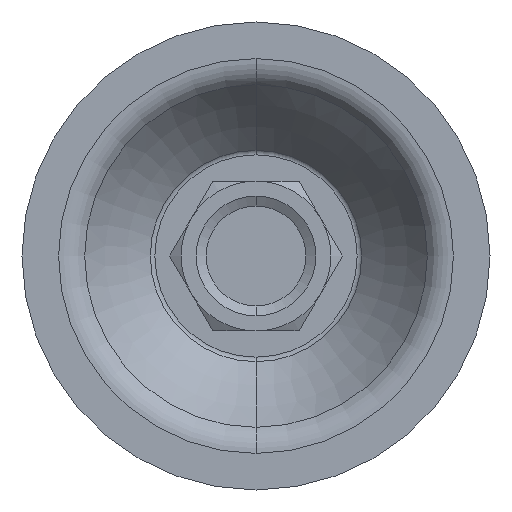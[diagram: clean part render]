
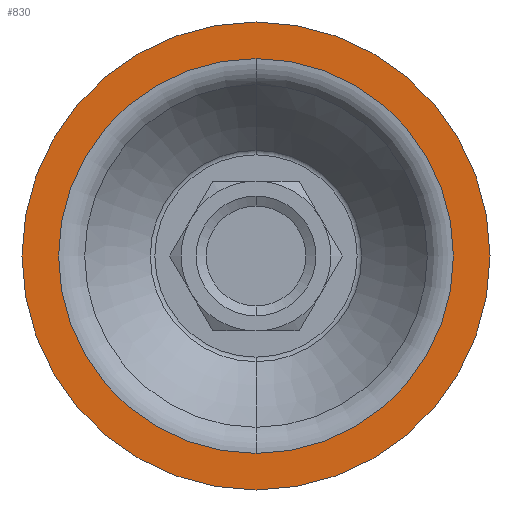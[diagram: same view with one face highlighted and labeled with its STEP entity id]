
A CAD part, front view. The second image highlights one B-rep face of the part: STEP entity #830.
In plain terms, the highlighted planar face has unit normal (0, -1, 0).
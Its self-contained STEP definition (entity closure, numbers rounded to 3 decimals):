
#49 = PLANE ( 'NONE',  #1958 ) ;
#60 = DIRECTION ( 'NONE',  ( 0., 1., 0. ) ) ;
#187 = CIRCLE ( 'NONE', #1412, 31.641 ) ;
#263 = CARTESIAN_POINT ( 'NONE',  ( 0., -18., -37.5 ) ) ;
#381 = DIRECTION ( 'NONE',  ( 0., 1., 0. ) ) ;
#437 = ORIENTED_EDGE ( 'NONE', *, *, #874, .F. ) ;
#469 = EDGE_CURVE ( 'NONE', #1801, #1274, #2119, .T. ) ;
#830 = ADVANCED_FACE ( 'NONE', ( #1731, #1458 ), #49, .T. ) ;
#874 = EDGE_CURVE ( 'NONE', #1274, #1801, #1658, .T. ) ;
#909 = CARTESIAN_POINT ( 'NONE',  ( 0., -18., 31.641 ) ) ;
#936 = CARTESIAN_POINT ( 'NONE',  ( -31.641, -18., 0. ) ) ;
#994 = CARTESIAN_POINT ( 'NONE',  ( 0., -18., 0. ) ) ;
#1167 = EDGE_LOOP ( 'NONE', ( #437, #1573 ) ) ;
#1169 = DIRECTION ( 'NONE',  ( 0., 1., 0. ) ) ;
#1253 = EDGE_CURVE ( 'NONE', #1531, #1666, #187, .T. ) ;
#1274 = VERTEX_POINT ( 'NONE', #2321 ) ;
#1411 = DIRECTION ( 'NONE',  ( 0., 1., 0. ) ) ;
#1412 = AXIS2_PLACEMENT_3D ( 'NONE', #1872, #1411, #2537 ) ;
#1458 = FACE_OUTER_BOUND ( 'NONE', #1167, .T. ) ;
#1531 = VERTEX_POINT ( 'NONE', #2425 ) ;
#1573 = ORIENTED_EDGE ( 'NONE', *, *, #469, .F. ) ;
#1578 = DIRECTION ( 'NONE',  ( 0., 0., -1. ) ) ;
#1658 = CIRCLE ( 'NONE', #2327, 37.5 ) ;
#1666 = VERTEX_POINT ( 'NONE', #909 ) ;
#1731 = FACE_BOUND ( 'NONE', #2733, .T. ) ;
#1801 = VERTEX_POINT ( 'NONE', #263 ) ;
#1853 = DIRECTION ( 'NONE',  ( 0., 0., 1. ) ) ;
#1872 = CARTESIAN_POINT ( 'NONE',  ( 0., -18., 0. ) ) ;
#1958 = AXIS2_PLACEMENT_3D ( 'NONE', #936, #2292, #1578 ) ;
#2066 = EDGE_CURVE ( 'NONE', #1666, #1531, #2197, .T. ) ;
#2119 = CIRCLE ( 'NONE', #2789, 37.5 ) ;
#2197 = CIRCLE ( 'NONE', #2628, 31.641 ) ;
#2292 = DIRECTION ( 'NONE',  ( 0., -1., 0. ) ) ;
#2305 = ORIENTED_EDGE ( 'NONE', *, *, #2066, .T. ) ;
#2321 = CARTESIAN_POINT ( 'NONE',  ( 0., -18., 37.5 ) ) ;
#2327 = AXIS2_PLACEMENT_3D ( 'NONE', #2730, #1169, #1853 ) ;
#2425 = CARTESIAN_POINT ( 'NONE',  ( 0., -18., -31.641 ) ) ;
#2508 = CARTESIAN_POINT ( 'NONE',  ( 0., -18., 0. ) ) ;
#2537 = DIRECTION ( 'NONE',  ( 0., 0., 1. ) ) ;
#2613 = DIRECTION ( 'NONE',  ( 0., 0., 1. ) ) ;
#2628 = AXIS2_PLACEMENT_3D ( 'NONE', #2508, #60, #2744 ) ;
#2710 = ORIENTED_EDGE ( 'NONE', *, *, #1253, .T. ) ;
#2730 = CARTESIAN_POINT ( 'NONE',  ( 0., -18., 0. ) ) ;
#2733 = EDGE_LOOP ( 'NONE', ( #2305, #2710 ) ) ;
#2744 = DIRECTION ( 'NONE',  ( 0., 0., 1. ) ) ;
#2789 = AXIS2_PLACEMENT_3D ( 'NONE', #994, #381, #2613 ) ;
